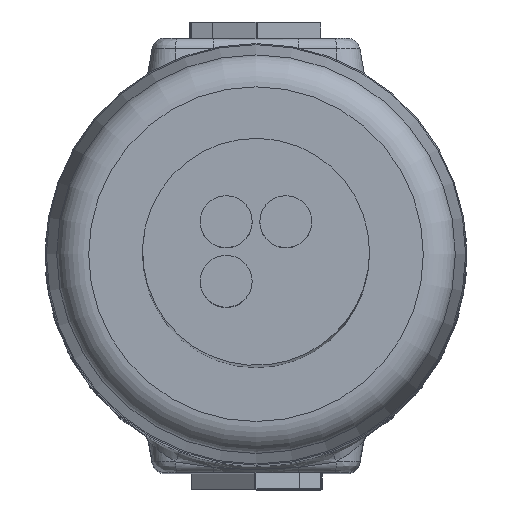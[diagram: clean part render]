
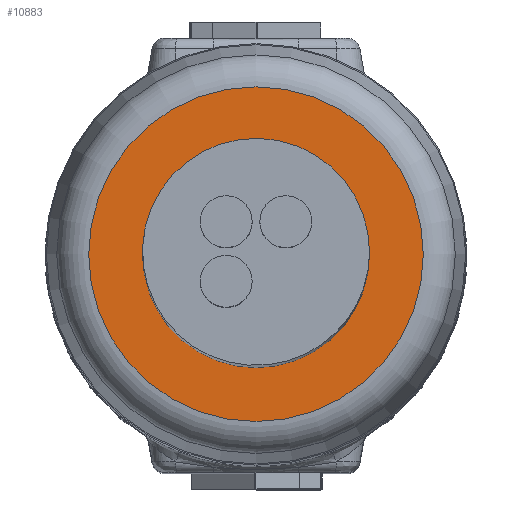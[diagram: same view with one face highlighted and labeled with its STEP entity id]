
A CAD part, top view. The second image highlights one B-rep face of the part: STEP entity #10883.
In plain terms, the highlighted planar face has unit normal (0, 0, 1).
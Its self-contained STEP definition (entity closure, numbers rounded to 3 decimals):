
#9891=PLANE('',#23089);
#10883=ADVANCED_FACE('',(#11645,#11646),#9891,.F.);
#11645=FACE_BOUND('',#12043,.T.);
#11646=FACE_BOUND('',#12044,.T.);
#12043=EDGE_LOOP('',(#14261));
#12044=EDGE_LOOP('',(#14262));
#14261=ORIENTED_EDGE('',*,*,#20329,.T.);
#14262=ORIENTED_EDGE('',*,*,#20492,.T.);
#18401=VERTEX_POINT('',#32367);
#18510=VERTEX_POINT('',#32697);
#20329=EDGE_CURVE('',#18401,#18401,#22493,.T.);
#20492=EDGE_CURVE('',#18510,#18510,#22494,.T.);
#22493=CIRCLE('',#23029,1.75);
#22494=CIRCLE('',#23088,2.58);
#23029=AXIS2_PLACEMENT_3D('',#32366,#24985,#24986);
#23088=AXIS2_PLACEMENT_3D('',#32696,#25265,#25266);
#23089=AXIS2_PLACEMENT_3D('',#32698,#25267,#25268);
#24985=DIRECTION('',(0.,0.,-1.));
#24986=DIRECTION('',(1.,0.,0.));
#25265=DIRECTION('',(0.,0.,1.));
#25266=DIRECTION('',(1.,0.,0.));
#25267=DIRECTION('',(0.,0.,-1.));
#25268=DIRECTION('',(0.,-1.,0.));
#32366=CARTESIAN_POINT('',(0.,0.,29.4));
#32367=CARTESIAN_POINT('',(1.75,0.,29.4));
#32696=CARTESIAN_POINT('',(0.,0.,29.4));
#32697=CARTESIAN_POINT('',(2.58,0.,29.4));
#32698=CARTESIAN_POINT('',(0.,-0.013,29.4));
